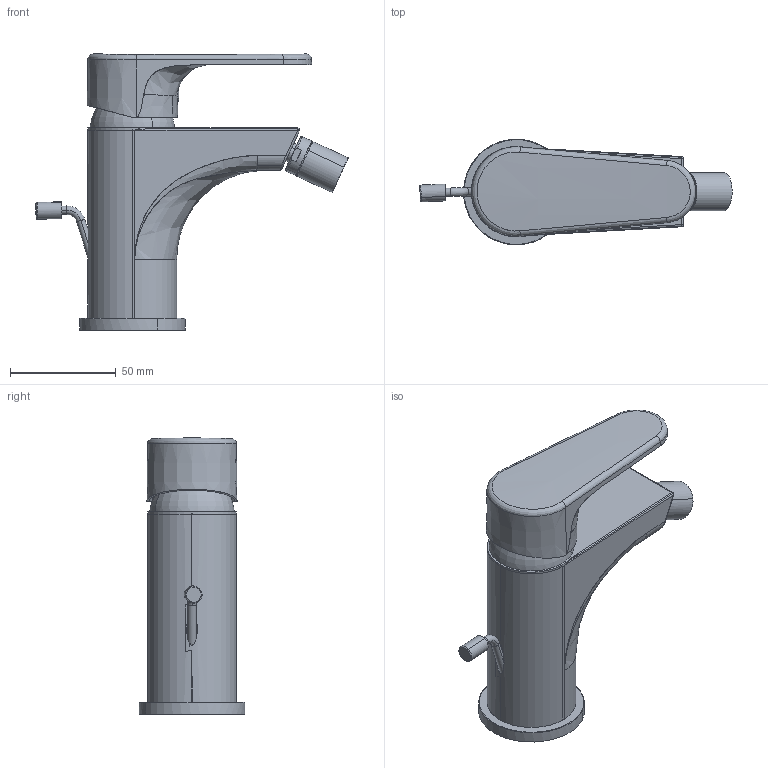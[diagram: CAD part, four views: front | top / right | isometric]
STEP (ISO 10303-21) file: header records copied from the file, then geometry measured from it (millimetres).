
FILE_DESCRIPTION(('CATIA V5 STEP Exchange','CAx-IF Rec.Pracs.--- Model Styling and Organization---1.5--- 2016-08-15','CAx-IF Rec.Pracs.---Supplemental Geometry---1.0---2011-11-01','CAx-IF Rec.Pracs.--- Composite Materials ---3.4---2017-06-13','CAx-IF Rec.Pracs.---Tessellated 3D Geometry---1.0---2015-12-17'),'2;1');
FILE_NAME('A3000555.stp','2024-06-20T14:36:52+00:00',('none'),('none'),'CATIA Version 5-6 Release 2020 SP2','CATIA V5 STEP AP242 v2','none');
FILE_SCHEMA(('AP242_MANAGED_MODEL_BASED_3D_ENGINEERING_MIM_LF {1 0 10303 442 1 1 4}'));
Length unit declared in the file: millimetre
Products named in the file (1): A3000555
Bounding box: 147.75 x 49.99 x 130.6 mm (x, y, z)
Volume: 16066.1 mm3; surface area: 46547.3 mm2
Topology: 6 solids, 99 shells, 389 faces, 1258 edges, 985 vertices
Faces by surface type: cylinder 135, cone 85, plane 82, torus 39, bspline 24, revolution 16, sphere 8
Entity records: 19713 total; most frequent: CARTESIAN_POINT 9827, ORIENTED_EDGE 1998, DIRECTION 1394, EDGE_CURVE 1246, VERTEX_POINT 985, AXIS2_PLACEMENT_3D 768, CIRCLE 516, EDGE_LOOP 424
